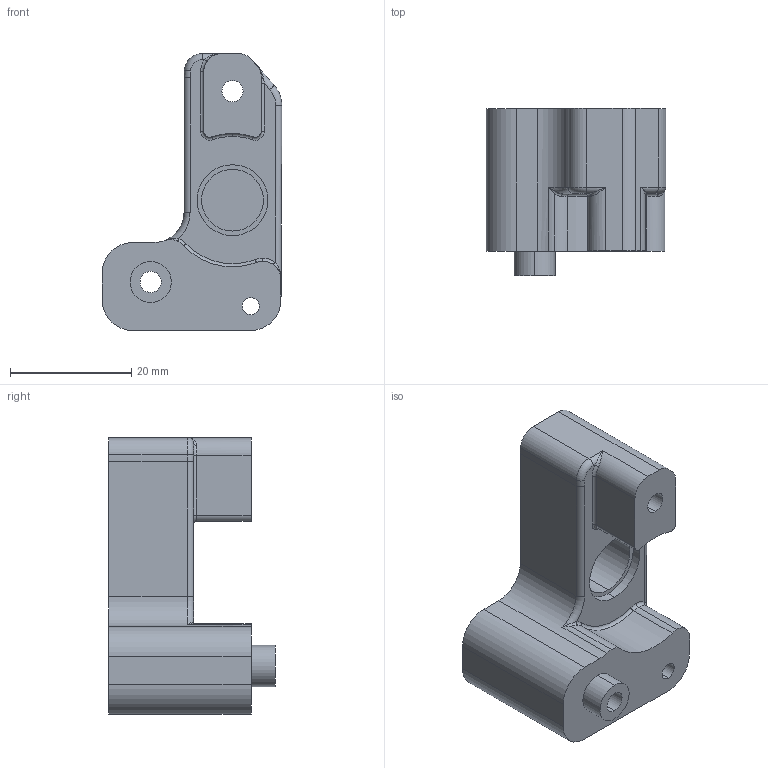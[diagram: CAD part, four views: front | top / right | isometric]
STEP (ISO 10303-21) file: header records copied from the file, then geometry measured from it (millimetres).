
FILE_DESCRIPTION (( 'STEP AP214' ), '1' );
FILE_NAME ('Êðûøêà ëåâàÿ.STEP', '2020-07-04T07:02:17', ( '' ), ( '' ), 'SwSTEP 2.0', 'SolidWorks 2017', '' );
FILE_SCHEMA (( 'AUTOMOTIVE_DESIGN' ));
Length unit declared in the file: millimetre
Products named in the file (1): Êðûøêà ëåâàÿ
Bounding box: 29.63 x 27.5 x 45.7 mm (x, y, z)
Volume: 15301.4 mm3; surface area: 6156.3 mm2
Topology: 1 solids, 1 shells, 78 faces, 193 edges, 118 vertices
Faces by surface type: cylinder 40, plane 18, torus 13, bspline 7
Entity records: 2586 total; most frequent: CARTESIAN_POINT 682, DIRECTION 419, ORIENTED_EDGE 380, EDGE_CURVE 190, AXIS2_PLACEMENT_3D 173, VERTEX_POINT 118, CIRCLE 101, EDGE_LOOP 88
